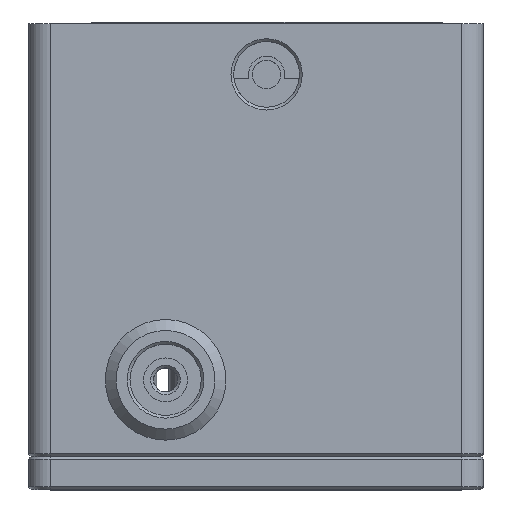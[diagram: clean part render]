
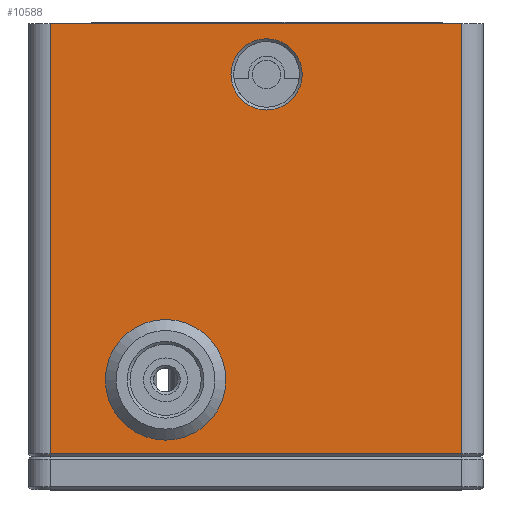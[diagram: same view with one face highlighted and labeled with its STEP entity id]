
A CAD part, top view. The second image highlights one B-rep face of the part: STEP entity #10588.
In plain terms, the highlighted planar face has unit normal (0, 0, 1).
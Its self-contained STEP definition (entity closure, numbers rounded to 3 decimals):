
#361=FACE_BOUND('',#1464,.T.);
#362=FACE_BOUND('',#1465,.T.);
#468=PLANE('',#11308);
#851=FACE_OUTER_BOUND('',#1463,.T.);
#1463=EDGE_LOOP('',(#7352,#7353,#7354,#7355));
#1464=EDGE_LOOP('',(#7356));
#1465=EDGE_LOOP('',(#7357));
#2176=LINE('',#15167,#3311);
#2177=LINE('',#15169,#3312);
#2178=LINE('',#15171,#3313);
#2179=LINE('',#15172,#3314);
#3311=VECTOR('',#12237,10.);
#3312=VECTOR('',#12238,10.);
#3313=VECTOR('',#12239,10.);
#3314=VECTOR('',#12240,10.);
#4449=CIRCLE('',#11306,3.25);
#4451=CIRCLE('',#11309,5.5);
#4745=VERTEX_POINT('',#15159);
#4747=VERTEX_POINT('',#15165);
#4748=VERTEX_POINT('',#15166);
#4749=VERTEX_POINT('',#15168);
#4750=VERTEX_POINT('',#15170);
#4751=VERTEX_POINT('',#15173);
#5769=EDGE_CURVE('',#4745,#4745,#4449,.T.);
#5772=EDGE_CURVE('',#4747,#4748,#2176,.T.);
#5773=EDGE_CURVE('',#4749,#4747,#2177,.T.);
#5774=EDGE_CURVE('',#4750,#4749,#2178,.T.);
#5775=EDGE_CURVE('',#4748,#4750,#2179,.T.);
#5776=EDGE_CURVE('',#4751,#4751,#4451,.T.);
#7352=ORIENTED_EDGE('',*,*,#5772,.F.);
#7353=ORIENTED_EDGE('',*,*,#5773,.F.);
#7354=ORIENTED_EDGE('',*,*,#5774,.F.);
#7355=ORIENTED_EDGE('',*,*,#5775,.F.);
#7356=ORIENTED_EDGE('',*,*,#5776,.F.);
#7357=ORIENTED_EDGE('',*,*,#5769,.F.);
#10588=ADVANCED_FACE('',(#851,#361,#362),#468,.T.);
#11306=AXIS2_PLACEMENT_3D('',#15160,#12230,#12231);
#11308=AXIS2_PLACEMENT_3D('',#15164,#12235,#12236);
#11309=AXIS2_PLACEMENT_3D('',#15174,#12241,#12242);
#12230=DIRECTION('center_axis',(0.,0.,1.));
#12231=DIRECTION('ref_axis',(-1.,0.,0.));
#12235=DIRECTION('center_axis',(0.,0.,1.));
#12236=DIRECTION('ref_axis',(1.,0.,0.));
#12237=DIRECTION('',(-1.,0.,0.));
#12238=DIRECTION('',(0.,-1.,0.));
#12239=DIRECTION('',(1.,0.,0.));
#12240=DIRECTION('',(0.,1.,0.));
#12241=DIRECTION('center_axis',(0.,0.,1.));
#12242=DIRECTION('ref_axis',(-1.,0.,0.));
#15159=CARTESIAN_POINT('',(25.836,-0.979,100.346));
#15160=CARTESIAN_POINT('Origin',(22.586,-0.979,100.346));
#15164=CARTESIAN_POINT('Origin',(0.871,-32.84,100.346));
#15165=CARTESIAN_POINT('',(40.371,-35.59,100.346));
#15166=CARTESIAN_POINT('',(2.871,-35.59,100.346));
#15167=CARTESIAN_POINT('',(11.246,-35.59,100.346));
#15168=CARTESIAN_POINT('',(40.371,3.66,100.346));
#15169=CARTESIAN_POINT('',(40.371,-32.84,100.346));
#15170=CARTESIAN_POINT('',(2.871,3.66,100.346));
#15171=CARTESIAN_POINT('',(0.871,3.66,100.346));
#15172=CARTESIAN_POINT('',(2.871,-32.84,100.346));
#15173=CARTESIAN_POINT('',(18.871,-28.84,100.346));
#15174=CARTESIAN_POINT('Origin',(13.371,-28.84,100.346));
